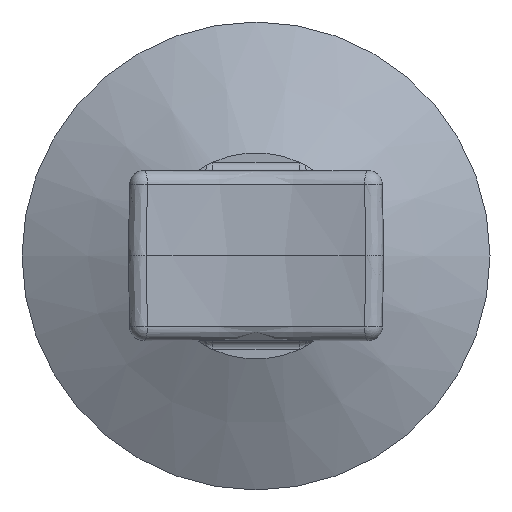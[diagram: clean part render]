
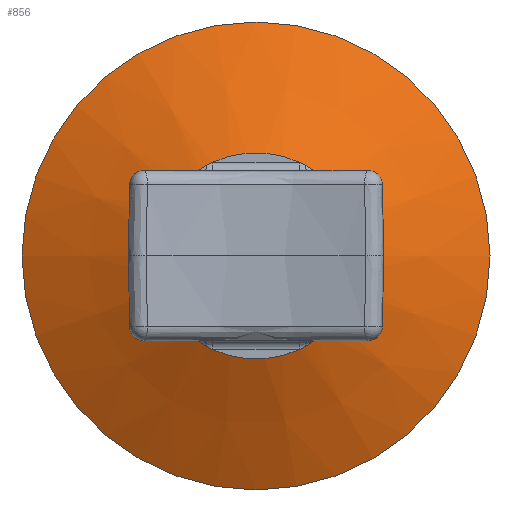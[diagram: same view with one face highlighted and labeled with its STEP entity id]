
A CAD part, top view. The second image highlights one B-rep face of the part: STEP entity #856.
In plain terms, the highlighted conical face has half-angle 64 degrees and reference radius 8.25 mm.
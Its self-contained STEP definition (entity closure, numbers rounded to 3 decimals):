
#327=CONICAL_SURFACE('',#5300,8.25,64.);
#533=FACE_OUTER_BOUND('',#1280,.T.);
#856=ADVANCED_FACE('',(#1143,#533),#327,.T.);
#1143=FACE_BOUND('',#1279,.T.);
#1279=EDGE_LOOP('',(#2733,#2734,#2735,#2736,#2737,#2738,#2739,#2740,#2741,
#2742,#2743,#2744));
#1280=EDGE_LOOP('',(#2745));
#2733=ORIENTED_EDGE('',*,*,#4486,.F.);
#2734=ORIENTED_EDGE('',*,*,#4487,.F.);
#2735=ORIENTED_EDGE('',*,*,#4488,.F.);
#2736=ORIENTED_EDGE('',*,*,#4489,.F.);
#2737=ORIENTED_EDGE('',*,*,#4185,.F.);
#2738=ORIENTED_EDGE('',*,*,#4490,.F.);
#2739=ORIENTED_EDGE('',*,*,#4491,.F.);
#2740=ORIENTED_EDGE('',*,*,#4492,.F.);
#2741=ORIENTED_EDGE('',*,*,#4493,.F.);
#2742=ORIENTED_EDGE('',*,*,#4494,.F.);
#2743=ORIENTED_EDGE('',*,*,#4390,.F.);
#2744=ORIENTED_EDGE('',*,*,#4495,.F.);
#2745=ORIENTED_EDGE('',*,*,#4393,.F.);
#3731=VERTEX_POINT('',#7595);
#3732=VERTEX_POINT('',#7596);
#3914=VERTEX_POINT('',#8567);
#3915=VERTEX_POINT('',#8568);
#3917=VERTEX_POINT('',#8574);
#3930=VERTEX_POINT('',#9628);
#3931=VERTEX_POINT('',#9629);
#3932=VERTEX_POINT('',#9631);
#3933=VERTEX_POINT('',#9633);
#3934=VERTEX_POINT('',#9636);
#3935=VERTEX_POINT('',#9638);
#3936=VERTEX_POINT('',#9640);
#3937=VERTEX_POINT('',#9642);
#4185=EDGE_CURVE('',#3731,#3732,#4855,.T.);
#4390=EDGE_CURVE('',#3914,#3915,#4866,.T.);
#4393=EDGE_CURVE('',#3917,#3917,#4868,.T.);
#4486=EDGE_CURVE('',#3930,#3931,#4905,.T.);
#4487=EDGE_CURVE('',#3932,#3930,#4906,.T.);
#4488=EDGE_CURVE('',#3933,#3932,#4907,.T.);
#4489=EDGE_CURVE('',#3732,#3933,#4908,.T.);
#4490=EDGE_CURVE('',#3934,#3731,#4909,.T.);
#4491=EDGE_CURVE('',#3935,#3934,#4910,.T.);
#4492=EDGE_CURVE('',#3936,#3935,#4911,.T.);
#4493=EDGE_CURVE('',#3937,#3936,#4912,.T.);
#4494=EDGE_CURVE('',#3915,#3937,#4913,.T.);
#4495=EDGE_CURVE('',#3931,#3914,#4914,.T.);
#4855=CIRCLE('',#5126,3.637);
#4866=CIRCLE('',#5205,3.637);
#4868=CIRCLE('',#5208,8.25);
#4905=CIRCLE('',#5290,3.637);
#4906=CIRCLE('',#5291,3.637);
#4907=CIRCLE('',#5292,3.637);
#4908=CIRCLE('',#5293,3.637);
#4909=CIRCLE('',#5294,3.637);
#4910=CIRCLE('',#5295,3.637);
#4911=CIRCLE('',#5296,3.637);
#4912=CIRCLE('',#5297,3.637);
#4913=CIRCLE('',#5298,3.637);
#4914=CIRCLE('',#5299,3.637);
#5126=AXIS2_PLACEMENT_3D('',#7594,#5730,#5731);
#5205=AXIS2_PLACEMENT_3D('',#8566,#5981,#5982);
#5208=AXIS2_PLACEMENT_3D('',#8573,#5988,#5989);
#5290=AXIS2_PLACEMENT_3D('',#9627,#6152,#6153);
#5291=AXIS2_PLACEMENT_3D('',#9630,#6154,#6155);
#5292=AXIS2_PLACEMENT_3D('',#9632,#6156,#6157);
#5293=AXIS2_PLACEMENT_3D('',#9634,#6158,#6159);
#5294=AXIS2_PLACEMENT_3D('',#9635,#6160,#6161);
#5295=AXIS2_PLACEMENT_3D('',#9637,#6162,#6163);
#5296=AXIS2_PLACEMENT_3D('',#9639,#6164,#6165);
#5297=AXIS2_PLACEMENT_3D('',#9641,#6166,#6167);
#5298=AXIS2_PLACEMENT_3D('',#9643,#6168,#6169);
#5299=AXIS2_PLACEMENT_3D('',#9644,#6170,#6171);
#5300=AXIS2_PLACEMENT_3D('',#9645,#6172,#6173);
#5730=DIRECTION('',(0.,0.,1.));
#5731=DIRECTION('',(1.,0.,0.));
#5981=DIRECTION('',(0.,0.,1.));
#5982=DIRECTION('',(1.,0.,0.));
#5988=DIRECTION('',(0.,0.,-1.));
#5989=DIRECTION('',(-1.,0.,0.));
#6152=DIRECTION('',(0.,0.,1.));
#6153=DIRECTION('',(1.,0.,0.));
#6154=DIRECTION('',(0.,0.,1.));
#6155=DIRECTION('',(1.,0.,0.));
#6156=DIRECTION('',(0.,0.,1.));
#6157=DIRECTION('',(1.,0.,0.));
#6158=DIRECTION('',(0.,0.,1.));
#6159=DIRECTION('',(1.,0.,0.));
#6160=DIRECTION('',(0.,0.,1.));
#6161=DIRECTION('',(1.,0.,0.));
#6162=DIRECTION('',(0.,0.,1.));
#6163=DIRECTION('',(1.,0.,0.));
#6164=DIRECTION('',(0.,0.,1.));
#6165=DIRECTION('',(1.,0.,0.));
#6166=DIRECTION('',(0.,0.,1.));
#6167=DIRECTION('',(1.,0.,0.));
#6168=DIRECTION('',(0.,0.,1.));
#6169=DIRECTION('',(1.,0.,0.));
#6170=DIRECTION('',(0.,0.,1.));
#6171=DIRECTION('',(1.,0.,0.));
#6172=DIRECTION('',(0.,0.,-1.));
#6173=DIRECTION('',(-1.,0.,0.));
#7594=CARTESIAN_POINT('',(0.,0.,0.5));
#7595=CARTESIAN_POINT('',(-1.529,-3.3,0.5));
#7596=CARTESIAN_POINT('',(1.529,-3.3,0.5));
#8566=CARTESIAN_POINT('',(0.,0.,0.5));
#8567=CARTESIAN_POINT('',(1.529,3.3,0.5));
#8568=CARTESIAN_POINT('',(-1.529,3.3,0.5));
#8573=CARTESIAN_POINT('',(0.,0.,-1.75));
#8574=CARTESIAN_POINT('',(-8.25,0.,-1.75));
#9627=CARTESIAN_POINT('',(0.,0.,0.5));
#9628=CARTESIAN_POINT('',(2.382,2.749,0.5));
#9629=CARTESIAN_POINT('',(1.743,3.192,0.5));
#9630=CARTESIAN_POINT('',(0.,0.,0.5));
#9631=CARTESIAN_POINT('',(2.382,-2.749,0.5));
#9632=CARTESIAN_POINT('',(0.,0.,0.5));
#9633=CARTESIAN_POINT('',(1.743,-3.192,0.5));
#9634=CARTESIAN_POINT('',(0.,0.,0.5));
#9635=CARTESIAN_POINT('',(0.,0.,0.5));
#9636=CARTESIAN_POINT('',(-1.743,-3.192,0.5));
#9637=CARTESIAN_POINT('',(0.,0.,0.5));
#9638=CARTESIAN_POINT('',(-2.382,-2.749,0.5));
#9639=CARTESIAN_POINT('',(0.,0.,0.5));
#9640=CARTESIAN_POINT('',(-2.382,2.749,0.5));
#9641=CARTESIAN_POINT('',(0.,0.,0.5));
#9642=CARTESIAN_POINT('',(-1.743,3.192,0.5));
#9643=CARTESIAN_POINT('',(0.,0.,0.5));
#9644=CARTESIAN_POINT('',(0.,0.,0.5));
#9645=CARTESIAN_POINT('',(0.,0.,-1.75));
